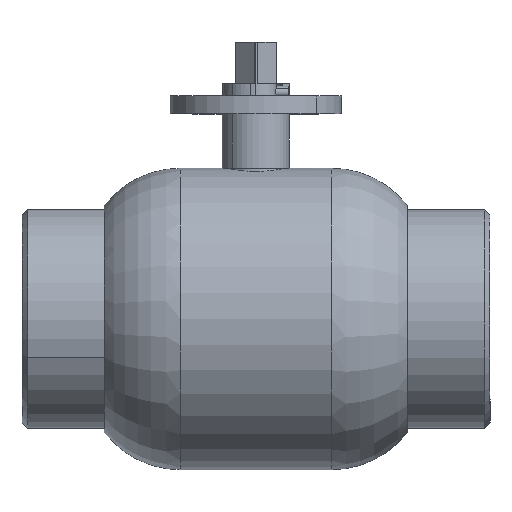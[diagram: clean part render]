
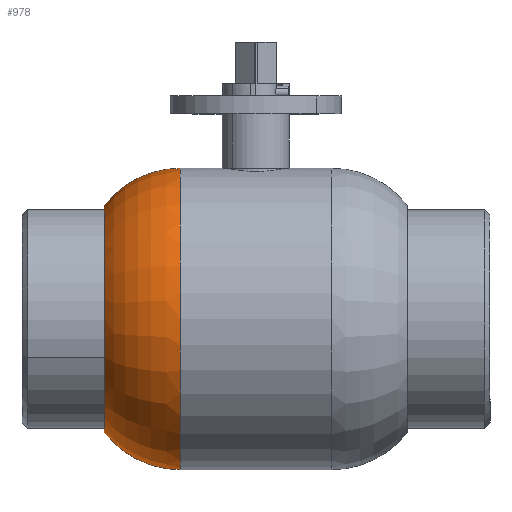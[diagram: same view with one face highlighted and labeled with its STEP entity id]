
A CAD part, top view. The second image highlights one B-rep face of the part: STEP entity #978.
In plain terms, the highlighted toroidal (fillet/blend) face has major radius 39.981 mm and minor radius 69.519 mm.
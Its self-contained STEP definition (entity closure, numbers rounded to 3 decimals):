
#20 = CARTESIAN_POINT ( 'NONE',  ( -55., 0., 0. ) ) ;
#45 = DIRECTION ( 'NONE',  ( -1., 0., 0. ) ) ;
#208 = ORIENTED_EDGE ( 'NONE', *, *, #2855, .T. ) ;
#244 = CIRCLE ( 'NONE', #5104, 82.5 ) ;
#469 = CARTESIAN_POINT ( 'NONE',  ( -55., 39.981, 0. ) ) ;
#599 = CARTESIAN_POINT ( 'NONE',  ( -55., 109.5, 0. ) ) ;
#807 = EDGE_CURVE ( 'NONE', #1946, #2172, #244, .T. ) ;
#978 = ADVANCED_FACE ( 'NONE', ( #1141 ), #1927, .T. ) ;
#1009 = CARTESIAN_POINT ( 'NONE',  ( -110., 82.5, 0. ) ) ;
#1141 = FACE_OUTER_BOUND ( 'NONE', #2017, .T. ) ;
#1173 = CIRCLE ( 'NONE', #3201, 69.519 ) ;
#1278 = DIRECTION ( 'NONE',  ( -1., 0., 0. ) ) ;
#1540 = DIRECTION ( 'NONE',  ( 0., 0., -1. ) ) ;
#1603 = VERTEX_POINT ( 'NONE', #2622 ) ;
#1723 = DIRECTION ( 'NONE',  ( 0., -1., 0. ) ) ;
#1731 = CIRCLE ( 'NONE', #4813, 109.5 ) ;
#1808 = CARTESIAN_POINT ( 'NONE',  ( -110., 0., 0. ) ) ;
#1927 = TOROIDAL_SURFACE ( 'NONE', #3118, 39.981, 69.519 ) ;
#1946 = VERTEX_POINT ( 'NONE', #4041 ) ;
#2017 = EDGE_LOOP ( 'NONE', ( #3339, #208, #4435, #4110 ) ) ;
#2046 = DIRECTION ( 'NONE',  ( 0., -1., 0. ) ) ;
#2053 = CARTESIAN_POINT ( 'NONE',  ( -55., 0., 0. ) ) ;
#2172 = VERTEX_POINT ( 'NONE', #1009 ) ;
#2563 = DIRECTION ( 'NONE',  ( -1., 0., 0. ) ) ;
#2622 = CARTESIAN_POINT ( 'NONE',  ( -55., -109.5, 0. ) ) ;
#2710 = DIRECTION ( 'NONE',  ( -1., 0., 0. ) ) ;
#2793 = DIRECTION ( 'NONE',  ( 0., 0., 1. ) ) ;
#2802 = DIRECTION ( 'NONE',  ( 0., -1., 0. ) ) ;
#2855 = EDGE_CURVE ( 'NONE', #3528, #2172, #1173, .T. ) ;
#3054 = EDGE_CURVE ( 'NONE', #1603, #1946, #3206, .T. ) ;
#3118 = AXIS2_PLACEMENT_3D ( 'NONE', #20, #1278, #1723 ) ;
#3201 = AXIS2_PLACEMENT_3D ( 'NONE', #469, #2793, #2046 ) ;
#3206 = CIRCLE ( 'NONE', #3797, 69.519 ) ;
#3339 = ORIENTED_EDGE ( 'NONE', *, *, #4186, .T. ) ;
#3528 = VERTEX_POINT ( 'NONE', #599 ) ;
#3797 = AXIS2_PLACEMENT_3D ( 'NONE', #5039, #1540, #2710 ) ;
#4041 = CARTESIAN_POINT ( 'NONE',  ( -110., -82.5, 0. ) ) ;
#4110 = ORIENTED_EDGE ( 'NONE', *, *, #3054, .F. ) ;
#4186 = EDGE_CURVE ( 'NONE', #1603, #3528, #1731, .T. ) ;
#4203 = DIRECTION ( 'NONE',  ( 0., -1., 0. ) ) ;
#4435 = ORIENTED_EDGE ( 'NONE', *, *, #807, .F. ) ;
#4813 = AXIS2_PLACEMENT_3D ( 'NONE', #2053, #45, #2802 ) ;
#5039 = CARTESIAN_POINT ( 'NONE',  ( -55., -39.981, 0. ) ) ;
#5104 = AXIS2_PLACEMENT_3D ( 'NONE', #1808, #2563, #4203 ) ;
